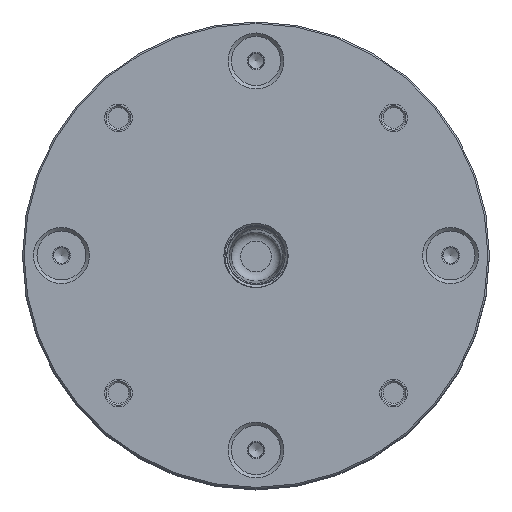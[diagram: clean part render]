
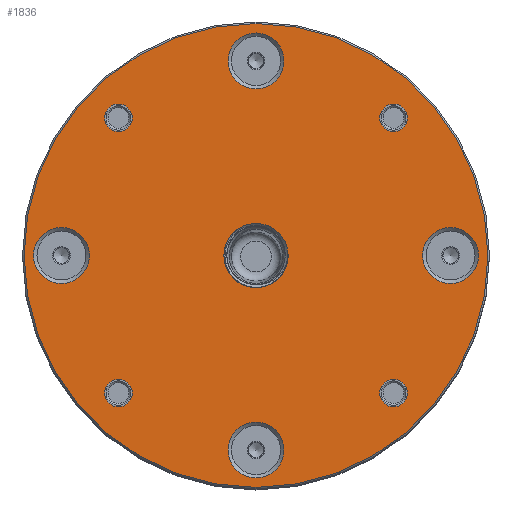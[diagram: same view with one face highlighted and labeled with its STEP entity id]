
A CAD part, top view. The second image highlights one B-rep face of the part: STEP entity #1836.
In plain terms, the highlighted planar face has unit normal (0, 0, 1).
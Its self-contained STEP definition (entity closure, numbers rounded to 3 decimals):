
#1836=ADVANCED_FACE('',(#2470,#2471,#2472,#2473,#2474,#2475,#2476,#2477,
#2478,#2479),#2084,.T.);
#2084=PLANE('',#8275);
#2470=FACE_BOUND('',#3278,.T.);
#2471=FACE_BOUND('',#3279,.T.);
#2472=FACE_BOUND('',#3280,.T.);
#2473=FACE_BOUND('',#3281,.T.);
#2474=FACE_BOUND('',#3282,.T.);
#2475=FACE_BOUND('',#3283,.T.);
#2476=FACE_BOUND('',#3284,.T.);
#2477=FACE_BOUND('',#3285,.T.);
#2478=FACE_BOUND('',#3286,.T.);
#2479=FACE_BOUND('',#3287,.T.);
#3278=EDGE_LOOP('',(#4954,#4955));
#3279=EDGE_LOOP('',(#4956));
#3280=EDGE_LOOP('',(#4957));
#3281=EDGE_LOOP('',(#4958));
#3282=EDGE_LOOP('',(#4959));
#3283=EDGE_LOOP('',(#4960));
#3284=EDGE_LOOP('',(#4961));
#3285=EDGE_LOOP('',(#4962));
#3286=EDGE_LOOP('',(#4963));
#3287=EDGE_LOOP('',(#4964));
#4954=ORIENTED_EDGE('',*,*,#6565,.T.);
#4955=ORIENTED_EDGE('',*,*,#6566,.T.);
#4956=ORIENTED_EDGE('',*,*,#6567,.T.);
#4957=ORIENTED_EDGE('',*,*,#6568,.T.);
#4958=ORIENTED_EDGE('',*,*,#6569,.T.);
#4959=ORIENTED_EDGE('',*,*,#6570,.T.);
#4960=ORIENTED_EDGE('',*,*,#6571,.T.);
#4961=ORIENTED_EDGE('',*,*,#6572,.T.);
#4962=ORIENTED_EDGE('',*,*,#6573,.T.);
#4963=ORIENTED_EDGE('',*,*,#6574,.T.);
#4964=ORIENTED_EDGE('',*,*,#6575,.T.);
#5714=VERTEX_POINT('',#12796);
#5715=VERTEX_POINT('',#12797);
#5716=VERTEX_POINT('',#12800);
#5717=VERTEX_POINT('',#12802);
#5718=VERTEX_POINT('',#12804);
#5719=VERTEX_POINT('',#12806);
#5720=VERTEX_POINT('',#12808);
#5721=VERTEX_POINT('',#12810);
#5722=VERTEX_POINT('',#12812);
#5723=VERTEX_POINT('',#12814);
#5724=VERTEX_POINT('',#12816);
#6565=EDGE_CURVE('',#5714,#5715,#7207,.T.);
#6566=EDGE_CURVE('',#5715,#5714,#7208,.T.);
#6567=EDGE_CURVE('',#5716,#5716,#7209,.T.);
#6568=EDGE_CURVE('',#5717,#5717,#7210,.T.);
#6569=EDGE_CURVE('',#5718,#5718,#7211,.T.);
#6570=EDGE_CURVE('',#5719,#5719,#7212,.T.);
#6571=EDGE_CURVE('',#5720,#5720,#7213,.T.);
#6572=EDGE_CURVE('',#5721,#5721,#7214,.T.);
#6573=EDGE_CURVE('',#5722,#5722,#7215,.T.);
#6574=EDGE_CURVE('',#5723,#5723,#7216,.T.);
#6575=EDGE_CURVE('',#5724,#5724,#7217,.T.);
#7207=CIRCLE('',#8264,10.478);
#7208=CIRCLE('',#8265,10.478);
#7209=CIRCLE('',#8266,4.5);
#7210=CIRCLE('',#8267,9.125);
#7211=CIRCLE('',#8268,4.5);
#7212=CIRCLE('',#8269,9.125);
#7213=CIRCLE('',#8270,4.5);
#7214=CIRCLE('',#8271,9.125);
#7215=CIRCLE('',#8272,4.5);
#7216=CIRCLE('',#8273,9.125);
#7217=CIRCLE('',#8274,75.7);
#8264=AXIS2_PLACEMENT_3D('',#12795,#10567,#10568);
#8265=AXIS2_PLACEMENT_3D('',#12798,#10569,#10570);
#8266=AXIS2_PLACEMENT_3D('',#12799,#10571,#10572);
#8267=AXIS2_PLACEMENT_3D('',#12801,#10573,#10574);
#8268=AXIS2_PLACEMENT_3D('',#12803,#10575,#10576);
#8269=AXIS2_PLACEMENT_3D('',#12805,#10577,#10578);
#8270=AXIS2_PLACEMENT_3D('',#12807,#10579,#10580);
#8271=AXIS2_PLACEMENT_3D('',#12809,#10581,#10582);
#8272=AXIS2_PLACEMENT_3D('',#12811,#10583,#10584);
#8273=AXIS2_PLACEMENT_3D('',#12813,#10585,#10586);
#8274=AXIS2_PLACEMENT_3D('',#12815,#10587,#10588);
#8275=AXIS2_PLACEMENT_3D('',#12817,#10589,#10590);
#10567=DIRECTION('',(0.,0.,-1.));
#10568=DIRECTION('',(1.,0.,0.));
#10569=DIRECTION('',(0.,0.,-1.));
#10570=DIRECTION('',(1.,0.,0.));
#10571=DIRECTION('',(0.,0.,-1.));
#10572=DIRECTION('',(-1.,0.,0.));
#10573=DIRECTION('',(0.,0.,-1.));
#10574=DIRECTION('',(-1.,0.,0.));
#10575=DIRECTION('',(0.,0.,-1.));
#10576=DIRECTION('',(-1.,0.,0.));
#10577=DIRECTION('',(0.,0.,-1.));
#10578=DIRECTION('',(-1.,0.,0.));
#10579=DIRECTION('',(0.,0.,-1.));
#10580=DIRECTION('',(-1.,0.,0.));
#10581=DIRECTION('',(0.,0.,-1.));
#10582=DIRECTION('',(-1.,0.,0.));
#10583=DIRECTION('',(0.,0.,-1.));
#10584=DIRECTION('',(-1.,0.,0.));
#10585=DIRECTION('',(0.,0.,-1.));
#10586=DIRECTION('',(-1.,0.,0.));
#10587=DIRECTION('',(0.,0.,1.));
#10588=DIRECTION('',(1.,0.,0.));
#10589=DIRECTION('',(0.,0.,1.));
#10590=DIRECTION('',(1.,0.,0.));
#12795=CARTESIAN_POINT('',(0.,0.,190.2));
#12796=CARTESIAN_POINT('',(3.025,-10.031,190.2));
#12797=CARTESIAN_POINT('',(10.422,1.082,190.2));
#12798=CARTESIAN_POINT('',(0.,0.,190.2));
#12799=CARTESIAN_POINT('',(-44.901,44.901,190.2));
#12800=CARTESIAN_POINT('',(-49.401,44.901,190.2));
#12801=CARTESIAN_POINT('',(0.,63.5,190.2));
#12802=CARTESIAN_POINT('',(-9.125,63.5,190.2));
#12803=CARTESIAN_POINT('',(44.901,44.901,190.2));
#12804=CARTESIAN_POINT('',(40.401,44.901,190.2));
#12805=CARTESIAN_POINT('',(63.5,0.,190.2));
#12806=CARTESIAN_POINT('',(54.375,0.,190.2));
#12807=CARTESIAN_POINT('',(44.901,-44.901,190.2));
#12808=CARTESIAN_POINT('',(40.401,-44.901,190.2));
#12809=CARTESIAN_POINT('',(0.,-63.5,190.2));
#12810=CARTESIAN_POINT('',(-9.125,-63.5,190.2));
#12811=CARTESIAN_POINT('',(-44.901,-44.901,190.2));
#12812=CARTESIAN_POINT('',(-49.401,-44.901,190.2));
#12813=CARTESIAN_POINT('',(-63.5,0.,190.2));
#12814=CARTESIAN_POINT('',(-72.625,0.,190.2));
#12815=CARTESIAN_POINT('',(0.,0.,190.2));
#12816=CARTESIAN_POINT('',(75.7,0.,190.2));
#12817=CARTESIAN_POINT('',(0.,0.,190.2));
